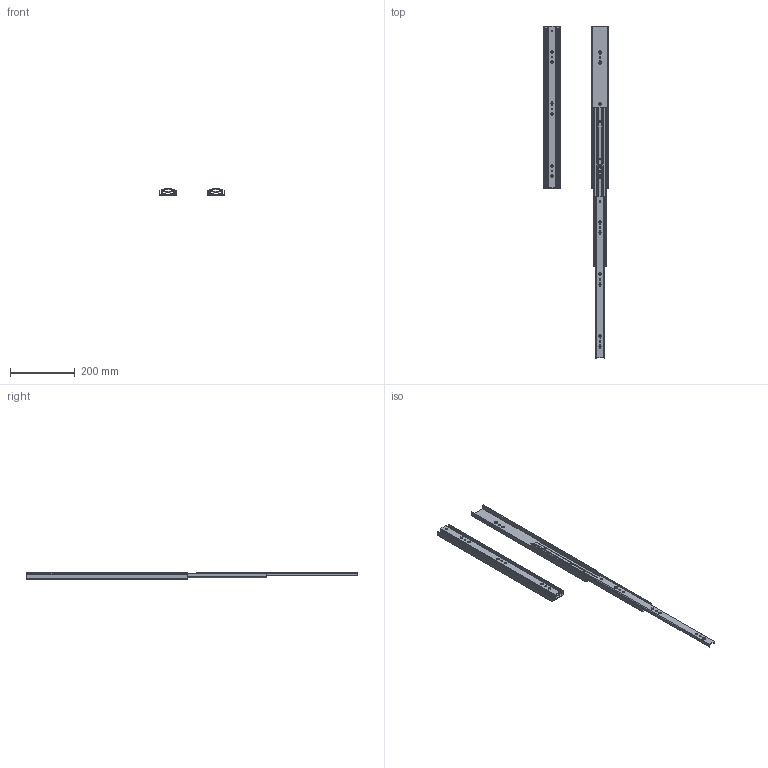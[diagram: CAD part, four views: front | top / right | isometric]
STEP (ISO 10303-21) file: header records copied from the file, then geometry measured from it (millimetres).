
FILE_DESCRIPTION( ( 'Unknown' ), '1' );
FILE_NAME( '76008-500(閉合+展長).stp', 'Unknown', ( 'Unknown' ), ( 'Unknown' ), 'PSStep 14.0', 'Unknown', ' ' );
FILE_SCHEMA( ( 'AUTOMOTIVE_DESIGN { 1 0 10303 214 1 1 1 1 }' ) );
Length unit declared in the file: millimetre
Products named in the file (6): ; 外框-500; 中框-500; 內框-500; 76008-500; Assem1
Assembly tree (8 placements, depth 3):
  Assem1
  
      外框-500
      中框-500
      內框-500
    76008-500
      外框-500
      中框-500
      內框-500
Bounding box: 202.13 x 1025.25 x 19 mm (x, y, z)
Volume: 354149.3 mm3; surface area: 371174.6 mm2
Topology: 6 solids, 6 shells, 652 faces, 1946 edges, 1298 vertices
Faces by surface type: plane 292, cylinder 264, cone 96
Full cylindrical faces by diameter (mm): 5 x16
Entity records: 14010 total; most frequent: CARTESIAN_POINT 2349, ORIENTED_EDGE 1928, DIRECTION 1846, EDGE_CURVE 964, AXIS2_PLACEMENT_3D 657, VERTEX_POINT 648, LINE 532, VECTOR 532
